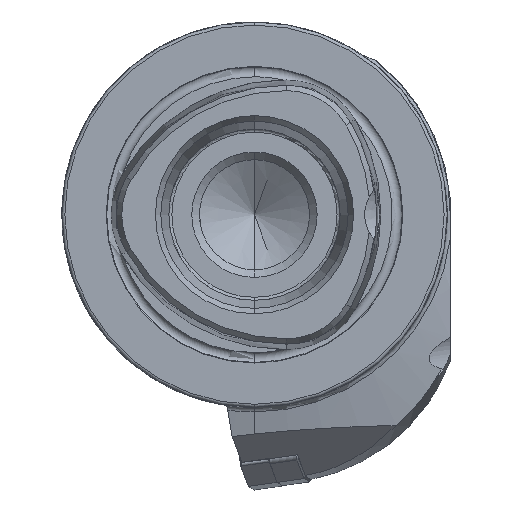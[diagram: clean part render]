
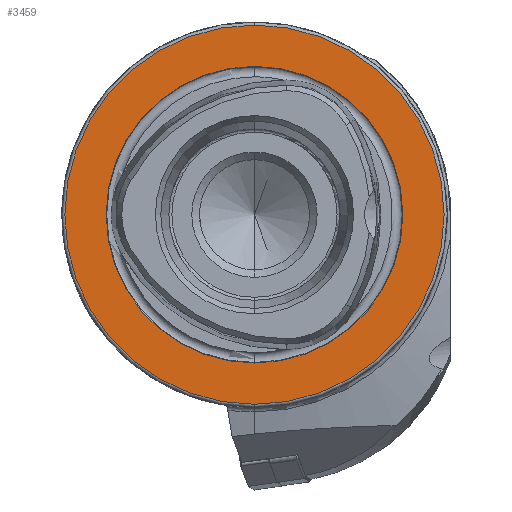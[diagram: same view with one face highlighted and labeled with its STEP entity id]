
A CAD part, left-side view. The second image highlights one B-rep face of the part: STEP entity #3459.
In plain terms, the highlighted planar face has unit normal (-1, 0, 0).
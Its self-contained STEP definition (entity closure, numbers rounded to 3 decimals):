
#288 = CARTESIAN_POINT ( 'NONE',  ( 0., 0., 0. ) ) ;
#289 = DIRECTION ( 'NONE',  ( -1., 0., 0. ) ) ;
#290 = DIRECTION ( 'NONE',  ( 0., 0., 1. ) ) ;
#291 = CARTESIAN_POINT ( 'NONE',  ( 0., 0., 0. ) ) ;
#292 = DIRECTION ( 'NONE',  ( -1., 0., 0. ) ) ;
#293 = DIRECTION ( 'NONE',  ( 0., 0., 1. ) ) ;
#800 = CIRCLE ( 'NONE', #2394, 24.25 ) ;
#801 = CIRCLE ( 'NONE', #2393, 31. ) ;
#1183 = DIRECTION ( 'NONE',  ( 0., 0., 1. ) ) ;
#1184 = DIRECTION ( 'NONE',  ( -1., 0., 0. ) ) ;
#1185 = CARTESIAN_POINT ( 'NONE',  ( 0., 0., 0. ) ) ;
#2242 = AXIS2_PLACEMENT_3D ( 'NONE', #1185, #1184, #1183 ) ;
#2393 = AXIS2_PLACEMENT_3D ( 'NONE', #288, #289, #290 ) ;
#2394 = AXIS2_PLACEMENT_3D ( 'NONE', #291, #292, #293 ) ;
#2590 = CIRCLE ( 'NONE', #2242, 24.25 ) ;
#2888 = AXIS2_PLACEMENT_3D ( 'NONE', #8216, #8215, #8214 ) ;
#3117 = CARTESIAN_POINT ( 'NONE',  ( 0., 0., -31. ) ) ;
#3118 = CARTESIAN_POINT ( 'NONE',  ( 0., 0., 31. ) ) ;
#3122 = CARTESIAN_POINT ( 'NONE',  ( 0., 0., -24.25 ) ) ;
#3124 = CARTESIAN_POINT ( 'NONE',  ( 0., 0., 24.25 ) ) ;
#3459 = ADVANCED_FACE ( 'NONE', ( #4760, #4750 ), #5478, .F. ) ;
#4750 = FACE_OUTER_BOUND ( 'NONE', #9679, .T. ) ;
#4760 = FACE_BOUND ( 'NONE', #9681, .T. ) ;
#5193 = EDGE_CURVE ( 'NONE', #10385, #10384, #5649, .T. ) ;
#5474 = DIRECTION ( 'NONE',  ( 0., 0., -1. ) ) ;
#5475 = DIRECTION ( 'NONE',  ( 1., 0., 0. ) ) ;
#5478 = PLANE ( 'NONE',  #8690 ) ;
#5481 = CARTESIAN_POINT ( 'NONE',  ( 0., 24.25, 0. ) ) ;
#5649 = CIRCLE ( 'NONE', #2888, 31. ) ;
#7354 = EDGE_CURVE ( 'NONE', #10389, #10391, #2590, .T. ) ;
#8188 = ORIENTED_EDGE ( 'NONE', *, *, #9713, .F. ) ;
#8189 = ORIENTED_EDGE ( 'NONE', *, *, #7354, .F. ) ;
#8190 = ORIENTED_EDGE ( 'NONE', *, *, #5193, .T. ) ;
#8191 = ORIENTED_EDGE ( 'NONE', *, *, #9712, .T. ) ;
#8214 = DIRECTION ( 'NONE',  ( 0., 0., 1. ) ) ;
#8215 = DIRECTION ( 'NONE',  ( -1., 0., 0. ) ) ;
#8216 = CARTESIAN_POINT ( 'NONE',  ( 0., 0., 0. ) ) ;
#8690 = AXIS2_PLACEMENT_3D ( 'NONE', #5481, #5475, #5474 ) ;
#9679 = EDGE_LOOP ( 'NONE', ( #8190, #8191 ) ) ;
#9681 = EDGE_LOOP ( 'NONE', ( #8188, #8189 ) ) ;
#9712 = EDGE_CURVE ( 'NONE', #10384, #10385, #801, .T. ) ;
#9713 = EDGE_CURVE ( 'NONE', #10391, #10389, #800, .T. ) ;
#10384 = VERTEX_POINT ( 'NONE', #3117 ) ;
#10385 = VERTEX_POINT ( 'NONE', #3118 ) ;
#10389 = VERTEX_POINT ( 'NONE', #3122 ) ;
#10391 = VERTEX_POINT ( 'NONE', #3124 ) ;
